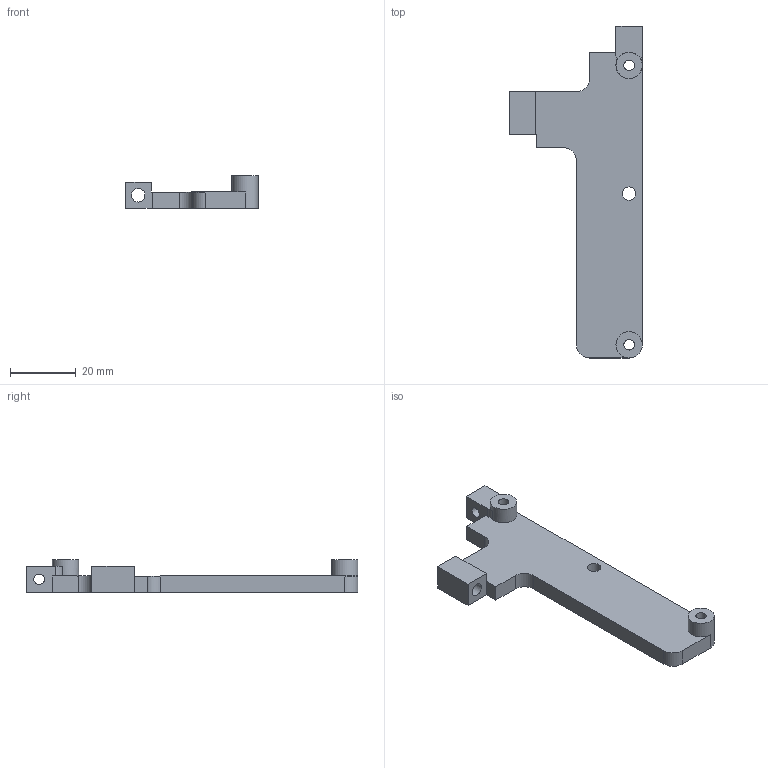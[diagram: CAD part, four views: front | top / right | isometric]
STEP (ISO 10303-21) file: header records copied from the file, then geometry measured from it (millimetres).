
FILE_DESCRIPTION(/* description */ (''),/* implementation_level */ '2;1');
FILE_NAME(/* name */ '01-43-01 Cage one.step',/* time_stamp */ '2024-08-03T18:29:15+02:00',/* author */ (''),/* organization */ (''),/* preprocessor_version */ 'ST-DEVELOPER v20',/* originating_system */ 'Autodesk Translation Framework v13.14.0.145',/* authorisation */ '');
FILE_SCHEMA (('AUTOMOTIVE_DESIGN { 1 0 10303 214 3 1 1 }'));
Length unit declared in the file: millimetre
Products named in the file (1): 01-43-01 Cage one
Bounding box: 40.3 x 101 x 10 mm (x, y, z)
Volume: 11294.2 mm3; surface area: 6664.4 mm2
Topology: 1 solids, 1 shells, 38 faces, 100 edges, 65 vertices
Faces by surface type: plane 21, cylinder 15, cone 2
Full cylindrical faces by diameter (mm): 3.2 x3, 4.1 x2, 6 x2, 6.5 x1, 8 x2
Entity records: 1239 total; most frequent: DIRECTION 213, CARTESIAN_POINT 204, ORIENTED_EDGE 200, EDGE_CURVE 100, AXIS2_PLACEMENT_3D 74, LINE 65, VECTOR 65, VERTEX_POINT 65
